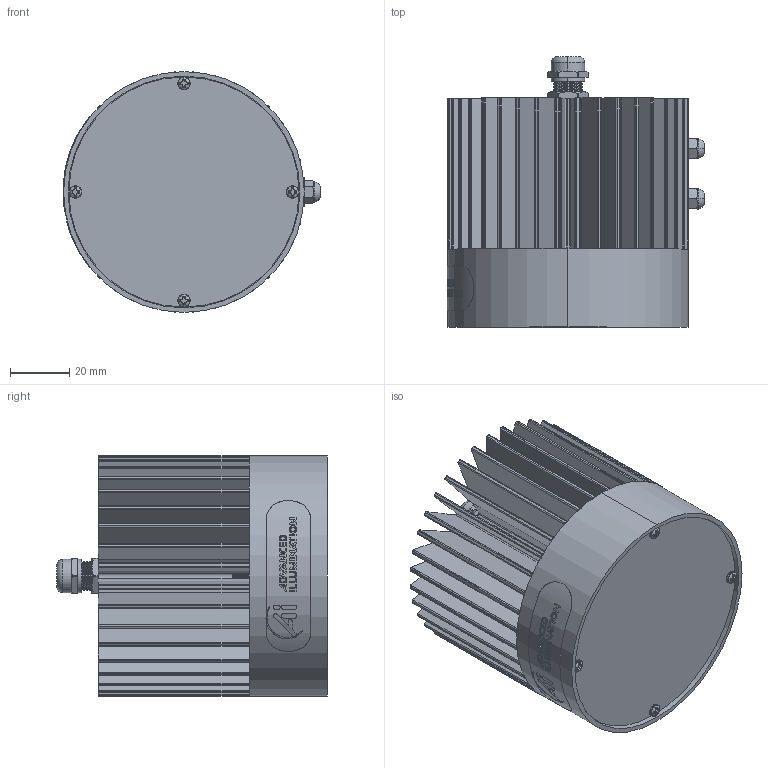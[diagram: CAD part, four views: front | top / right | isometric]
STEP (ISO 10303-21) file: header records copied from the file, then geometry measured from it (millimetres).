
FILE_DESCRIPTION (( 'STEP AP203' ), '1' );
FILE_NAME ('Web Model 18602_18607.step', '2021-08-13T13:10:07', ( '' ), ( '' ), 'SwSTEP 2.0', 'SolidWorks 2018', '' );
FILE_SCHEMA (( 'CONFIG_CONTROL_DESIGN' ));
Products named in the file (1): Web Model 18602_18607
Bounding box: 86.74 x 91.06 x 81.03 mm (x, y, z)
Volume: 203706.3 mm3; surface area: 161210.1 mm2
Topology: 60 solids, 60 shells, 2864 faces, 7472 edges, 4708 vertices
Faces by surface type: cylinder 1230, bspline 725, plane 563, cone 292, torus 46, sphere 8
Entity records: 148649 total; most frequent: CARTESIAN_POINT 90074, ORIENTED_EDGE 14716, DIRECTION 9494, EDGE_CURVE 7358, VERTEX_POINT 4708, AXIS2_PLACEMENT_3D 3546, EDGE_LOOP 3002, FACE_OUTER_BOUND 2864
